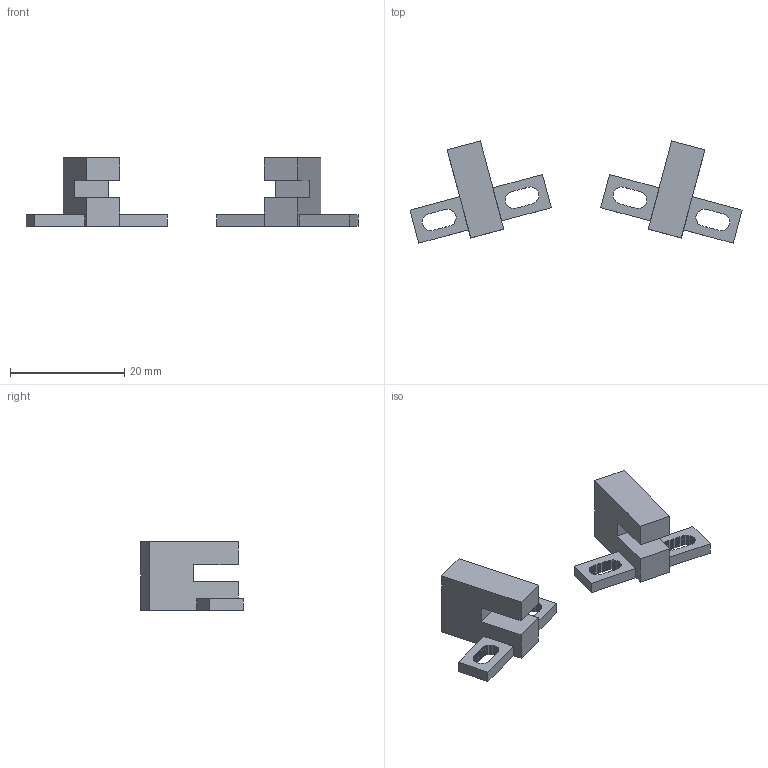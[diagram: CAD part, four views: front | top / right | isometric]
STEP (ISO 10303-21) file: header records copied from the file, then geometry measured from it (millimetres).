
FILE_DESCRIPTION(('FreeCAD Model'),'2;1');
FILE_NAME('sensor.step', '2018-05-09T20:29:59',('Author'),(''), 'Open CASCADE STEP processor 7.1','FreeCAD','Unknown');
FILE_SCHEMA(('AUTOMOTIVE_DESIGN { 1 0 10303 214 1 1 1 1 }'));
Length unit declared in the file: millimetre
Products named in the file (1): Group002
Bounding box: 58.12 x 17.89 x 12 mm (x, y, z)
Volume: 2320.2 mm3; surface area: 2107.7 mm2
Topology: 2 solids, 2 shells, 396 faces, 1160 edges, 768 vertices
Faces by surface type: plane 396
Entity records: 29154 total; most frequent: CARTESIAN_POINT 6205, DIRECTION 2714, ORIENTED_EDGE 2320, PCURVE 2320, DEFINITIONAL_REPRESENTATION 2320, LINE 1920, VECTOR 1920, B_SPLINE_CURVE_WITH_KNOTS 1560
